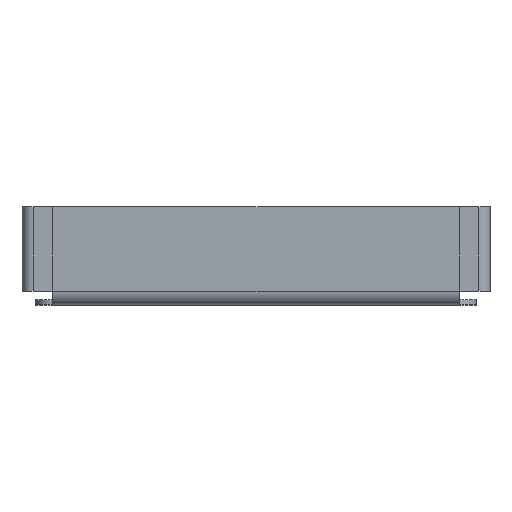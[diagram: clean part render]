
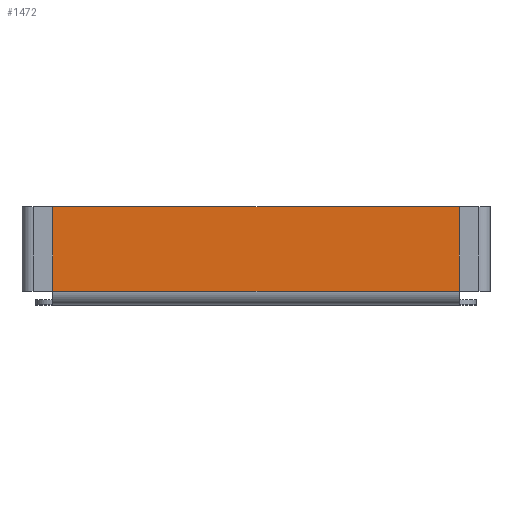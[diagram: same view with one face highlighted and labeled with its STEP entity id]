
A CAD part, top view. The second image highlights one B-rep face of the part: STEP entity #1472.
In plain terms, the highlighted planar face has unit normal (0, 0, 1).
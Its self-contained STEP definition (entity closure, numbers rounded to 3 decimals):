
#870 = VERTEX_POINT('',#871);
#871 = CARTESIAN_POINT('',(409.504,125.,
    381.9));
#952 = VERTEX_POINT('',#953);
#953 = CARTESIAN_POINT('',(409.504,25.,
    381.9));
#1182 = EDGE_CURVE('',#952,#870,#1183,.T.);
#1183 = LINE('',#1184,#1185);
#1184 = CARTESIAN_POINT('',(409.504,25.,
    381.9));
#1185 = VECTOR('',#1186,1.);
#1186 = DIRECTION('',(0.,1.,0.));
#1472 = ADVANCED_FACE('',(#1473),#1498,.T.);
#1473 = FACE_BOUND('',#1474,.T.);
#1474 = EDGE_LOOP('',(#1475,#1483,#1484,#1492));
#1475 = ORIENTED_EDGE('',*,*,#1476,.T.);
#1476 = EDGE_CURVE('',#1477,#952,#1479,.T.);
#1477 = VERTEX_POINT('',#1478);
#1478 = CARTESIAN_POINT('',(-70.496,25.,
    381.9));
#1479 = LINE('',#1480,#1481);
#1480 = CARTESIAN_POINT('',(-70.496,25.,
    381.9));
#1481 = VECTOR('',#1482,1.);
#1482 = DIRECTION('',(1.,0.,0.));
#1483 = ORIENTED_EDGE('',*,*,#1182,.T.);
#1484 = ORIENTED_EDGE('',*,*,#1485,.T.);
#1485 = EDGE_CURVE('',#870,#1486,#1488,.T.);
#1486 = VERTEX_POINT('',#1487);
#1487 = CARTESIAN_POINT('',(-70.496,125.,
    381.9));
#1488 = LINE('',#1489,#1490);
#1489 = CARTESIAN_POINT('',(409.504,125.,
    381.9));
#1490 = VECTOR('',#1491,1.);
#1491 = DIRECTION('',(-1.,0.,0.));
#1492 = ORIENTED_EDGE('',*,*,#1493,.T.);
#1493 = EDGE_CURVE('',#1486,#1477,#1494,.T.);
#1494 = LINE('',#1495,#1496);
#1495 = CARTESIAN_POINT('',(-70.496,125.,
    381.9));
#1496 = VECTOR('',#1497,1.);
#1497 = DIRECTION('',(0.,-1.,0.));
#1498 = PLANE('',#1499);
#1499 = AXIS2_PLACEMENT_3D('',#1500,#1501,#1502);
#1500 = CARTESIAN_POINT('',(169.504,75.,
    381.9));
#1501 = DIRECTION('',(0.,0.,1.));
#1502 = DIRECTION('',(0.,-1.,0.));
